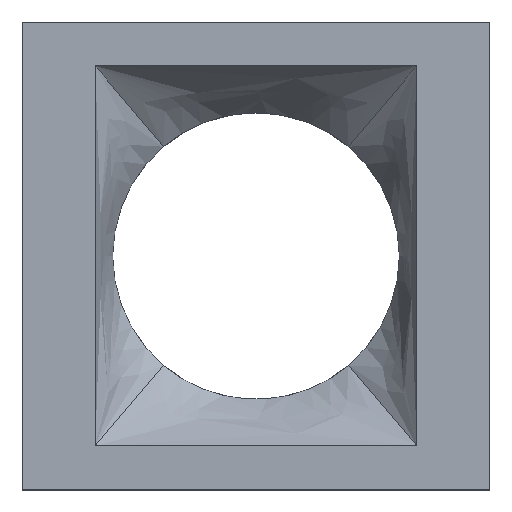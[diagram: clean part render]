
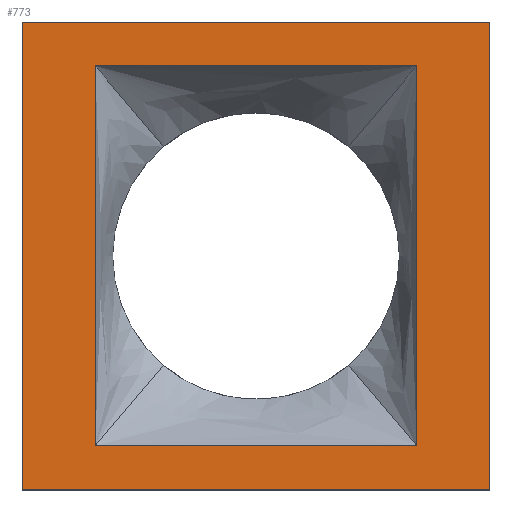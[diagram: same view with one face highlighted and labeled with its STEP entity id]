
A CAD part, top view. The second image highlights one B-rep face of the part: STEP entity #773.
In plain terms, the highlighted planar face has unit normal (0, 0, 1).
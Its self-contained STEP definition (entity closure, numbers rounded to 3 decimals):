
#6 = VERTEX_POINT ( 'NONE', #296 ) ;
#51 = ORIENTED_EDGE ( 'NONE', *, *, #896, .T. ) ;
#296 = CARTESIAN_POINT ( 'NONE',  ( -275., -325., 150. ) ) ;
#312 = VERTEX_POINT ( 'NONE', #3811 ) ;
#369 = LINE ( 'NONE', #2159, #1057 ) ;
#398 = DIRECTION ( 'NONE',  ( 0., 1., 0. ) ) ;
#456 = DIRECTION ( 'NONE',  ( -1., 0., 0. ) ) ;
#700 = CARTESIAN_POINT ( 'NONE',  ( 400., -400., 150. ) ) ;
#701 = ORIENTED_EDGE ( 'NONE', *, *, #1780, .F. ) ;
#703 = LINE ( 'NONE', #3303, #1532 ) ;
#724 = CARTESIAN_POINT ( 'NONE',  ( 275., 325., 150. ) ) ;
#741 = CARTESIAN_POINT ( 'NONE',  ( -275., 325., 150. ) ) ;
#771 = EDGE_CURVE ( 'NONE', #1026, #2598, #3479, .T. ) ;
#773 = ADVANCED_FACE ( 'NONE', ( #2615, #3760 ), #3461, .T. ) ;
#896 = EDGE_CURVE ( 'NONE', #2598, #1182, #2413, .T. ) ;
#921 = AXIS2_PLACEMENT_3D ( 'NONE', #1394, #2026, #3162 ) ;
#1015 = EDGE_CURVE ( 'NONE', #3552, #312, #2777, .T. ) ;
#1026 = VERTEX_POINT ( 'NONE', #1255 ) ;
#1040 = EDGE_LOOP ( 'NONE', ( #1334, #2341, #51, #1185 ) ) ;
#1047 = VECTOR ( 'NONE', #398, 1000. ) ;
#1057 = VECTOR ( 'NONE', #1328, 1000. ) ;
#1082 = CARTESIAN_POINT ( 'NONE',  ( -400., -400., 150. ) ) ;
#1106 = DIRECTION ( 'NONE',  ( -1., 0., 0. ) ) ;
#1182 = VERTEX_POINT ( 'NONE', #1190 ) ;
#1185 = ORIENTED_EDGE ( 'NONE', *, *, #2924, .T. ) ;
#1190 = CARTESIAN_POINT ( 'NONE',  ( -400., -400., 150. ) ) ;
#1238 = VECTOR ( 'NONE', #1490, 1000. ) ;
#1255 = CARTESIAN_POINT ( 'NONE',  ( 400., 400., 150. ) ) ;
#1328 = DIRECTION ( 'NONE',  ( 0., 1., 0. ) ) ;
#1334 = ORIENTED_EDGE ( 'NONE', *, *, #1339, .T. ) ;
#1339 = EDGE_CURVE ( 'NONE', #2890, #1026, #369, .T. ) ;
#1354 = DIRECTION ( 'NONE',  ( 1., 0., 0. ) ) ;
#1394 = CARTESIAN_POINT ( 'NONE',  ( 0., 0., 150. ) ) ;
#1451 = ORIENTED_EDGE ( 'NONE', *, *, #1015, .F. ) ;
#1490 = DIRECTION ( 'NONE',  ( 0., -1., 0. ) ) ;
#1504 = CARTESIAN_POINT ( 'NONE',  ( -400., 400., 150. ) ) ;
#1520 = CARTESIAN_POINT ( 'NONE',  ( -400., 400., 150. ) ) ;
#1532 = VECTOR ( 'NONE', #2736, 1000. ) ;
#1734 = CARTESIAN_POINT ( 'NONE',  ( -400., 400., 150. ) ) ;
#1773 = CARTESIAN_POINT ( 'NONE',  ( 275., -325., 150. ) ) ;
#1780 = EDGE_CURVE ( 'NONE', #312, #6, #3817, .T. ) ;
#1831 = DIRECTION ( 'NONE',  ( 0., -1., 0. ) ) ;
#2026 = DIRECTION ( 'NONE',  ( 0., 0., 1. ) ) ;
#2159 = CARTESIAN_POINT ( 'NONE',  ( 400., 400., 150. ) ) ;
#2181 = VERTEX_POINT ( 'NONE', #1773 ) ;
#2262 = EDGE_CURVE ( 'NONE', #6, #2181, #703, .T. ) ;
#2285 = ORIENTED_EDGE ( 'NONE', *, *, #3153, .F. ) ;
#2341 = ORIENTED_EDGE ( 'NONE', *, *, #771, .T. ) ;
#2398 = VECTOR ( 'NONE', #1831, 1000. ) ;
#2413 = LINE ( 'NONE', #1504, #2398 ) ;
#2459 = VECTOR ( 'NONE', #1106, 1000. ) ;
#2560 = LINE ( 'NONE', #1082, #3633 ) ;
#2598 = VERTEX_POINT ( 'NONE', #1520 ) ;
#2615 = FACE_BOUND ( 'NONE', #2716, .T. ) ;
#2699 = VECTOR ( 'NONE', #456, 1000. ) ;
#2716 = EDGE_LOOP ( 'NONE', ( #3762, #701, #1451, #2285 ) ) ;
#2736 = DIRECTION ( 'NONE',  ( 1., 0., 0. ) ) ;
#2758 = LINE ( 'NONE', #724, #1047 ) ;
#2777 = LINE ( 'NONE', #741, #2699 ) ;
#2890 = VERTEX_POINT ( 'NONE', #700 ) ;
#2907 = CARTESIAN_POINT ( 'NONE',  ( -275., 325., 150. ) ) ;
#2924 = EDGE_CURVE ( 'NONE', #1182, #2890, #2560, .T. ) ;
#3153 = EDGE_CURVE ( 'NONE', #2181, #3552, #2758, .T. ) ;
#3162 = DIRECTION ( 'NONE',  ( 1., 0., 0. ) ) ;
#3303 = CARTESIAN_POINT ( 'NONE',  ( -275., -325., 150. ) ) ;
#3434 = CARTESIAN_POINT ( 'NONE',  ( 275., 325., 150. ) ) ;
#3461 = PLANE ( 'NONE',  #921 ) ;
#3479 = LINE ( 'NONE', #1734, #2459 ) ;
#3552 = VERTEX_POINT ( 'NONE', #3434 ) ;
#3633 = VECTOR ( 'NONE', #1354, 1000. ) ;
#3760 = FACE_OUTER_BOUND ( 'NONE', #1040, .T. ) ;
#3762 = ORIENTED_EDGE ( 'NONE', *, *, #2262, .F. ) ;
#3811 = CARTESIAN_POINT ( 'NONE',  ( -275., 325., 150. ) ) ;
#3817 = LINE ( 'NONE', #2907, #1238 ) ;
